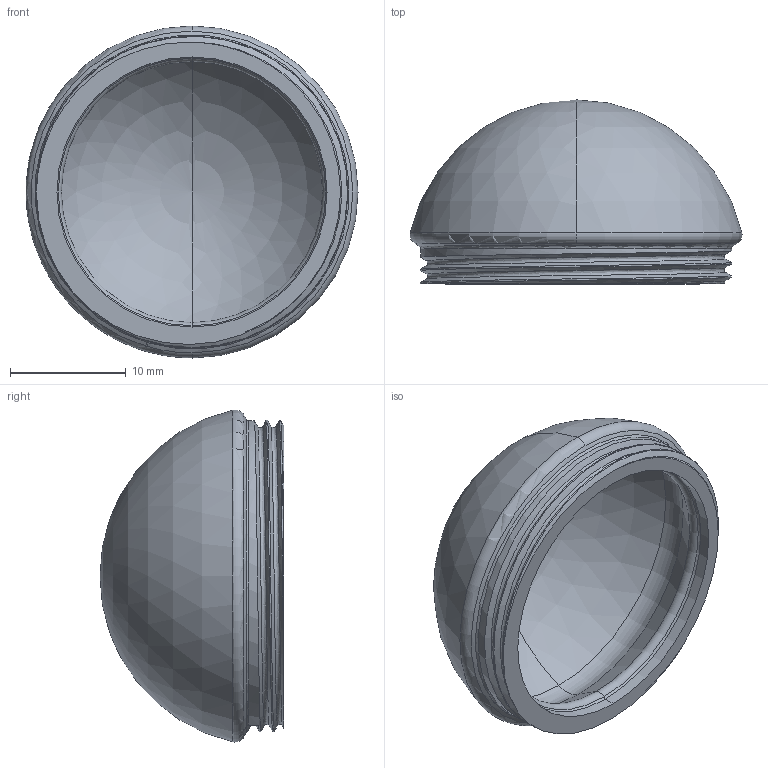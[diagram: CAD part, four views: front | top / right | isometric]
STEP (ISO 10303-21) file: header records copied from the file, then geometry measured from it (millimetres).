
FILE_DESCRIPTION((''),'2;1');
FILE_NAME('BULB','2020-09-04T10:36:18',('Matt Visnovsky'),(''),'CREO PARAMETRIC BY PTC INC, 2018100','CREO PARAMETRIC BY PTC INC, 2018100','');
FILE_SCHEMA(('CONFIG_CONTROL_DESIGN'));
Length unit declared in the file: inch
Products named in the file (1): BULB
Bounding box: 28.68 x 15.89 x 28.68 mm (x, y, z)
Volume: 1114.5 mm3; surface area: 3050.1 mm2
Topology: 1 solids, 1 shells, 27 faces, 66 edges, 38 vertices
Faces by surface type: torus 9, cylinder 6, sphere 4, cone 3, bspline 3, plane 2
Entity records: 1784 total; most frequent: CARTESIAN_POINT 1143, DIRECTION 127, ORIENTED_EDGE 124, EDGE_CURVE 62, AXIS2_PLACEMENT_3D 57, VERTEX_POINT 38, CIRCLE 33, EDGE_LOOP 28
